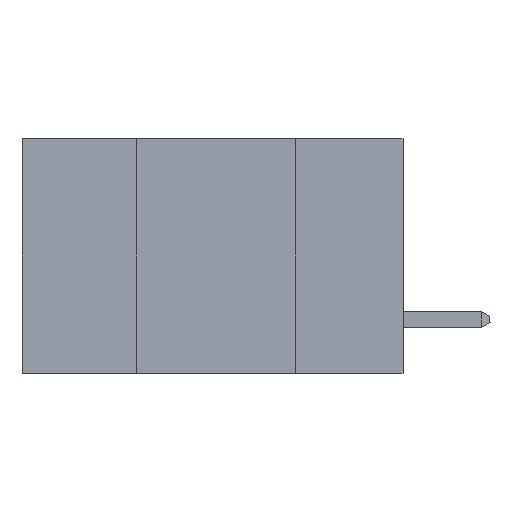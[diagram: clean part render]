
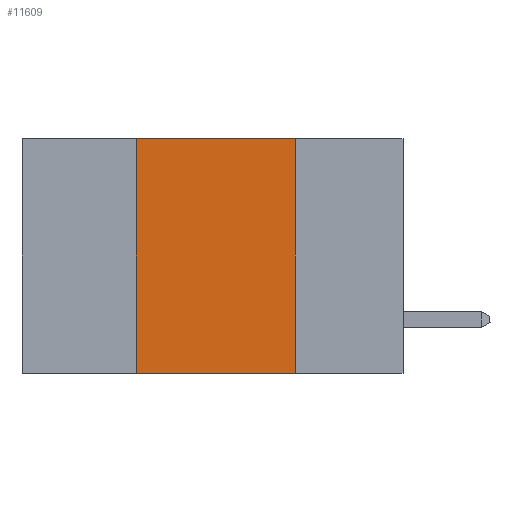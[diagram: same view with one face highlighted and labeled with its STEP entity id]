
A CAD part, left-side view. The second image highlights one B-rep face of the part: STEP entity #11609.
In plain terms, the highlighted planar face has unit normal (-1, 0, 0).
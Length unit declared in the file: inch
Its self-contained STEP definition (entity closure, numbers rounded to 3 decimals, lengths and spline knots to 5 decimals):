
#4 = ORIENTED_EDGE ( 'NONE', *, *, #1413, .F. ) ;
#1413 = EDGE_CURVE ( 'NONE', #32106, #29897, #29787, .T. ) ;
#1991 = CARTESIAN_POINT ( 'NONE',  ( 0., 0.42, 0. ) ) ;
#2018 = CARTESIAN_POINT ( 'NONE',  ( 0., 0.17, 0. ) ) ;
#2931 = EDGE_CURVE ( 'NONE', #3155, #29897, #31948, .T. ) ;
#3155 = VERTEX_POINT ( 'NONE', #22063 ) ;
#3195 = EDGE_LOOP ( 'NONE', ( #4, #8108, #18001, #21739 ) ) ;
#5965 = VECTOR ( 'NONE', #23108, 39.37008 ) ;
#6114 = EDGE_CURVE ( 'NONE', #21232, #32106, #14520, .T. ) ;
#7269 = VECTOR ( 'NONE', #29776, 39.37008 ) ;
#7385 = VECTOR ( 'NONE', #29299, 39.37008 ) ;
#8108 = ORIENTED_EDGE ( 'NONE', *, *, #6114, .F. ) ;
#8981 = CARTESIAN_POINT ( 'NONE',  ( 0., 0.42, 0. ) ) ;
#11171 = LINE ( 'NONE', #1991, #17261 ) ;
#11609 = ADVANCED_FACE ( 'NONE', ( #18873 ), #20666, .F. ) ;
#11791 = DIRECTION ( 'NONE',  ( 0., 0., -1. ) ) ;
#14520 = LINE ( 'NONE', #14551, #7385 ) ;
#14551 = CARTESIAN_POINT ( 'NONE',  ( 0., 0.6, 0. ) ) ;
#14693 = CARTESIAN_POINT ( 'NONE',  ( 0., 0.6, 0. ) ) ;
#14900 = CARTESIAN_POINT ( 'NONE',  ( 0., 0.17, 0. ) ) ;
#15137 = EDGE_CURVE ( 'NONE', #3155, #21232, #11171, .T. ) ;
#17261 = VECTOR ( 'NONE', #23077, 39.37008 ) ;
#18001 = ORIENTED_EDGE ( 'NONE', *, *, #15137, .F. ) ;
#18873 = FACE_OUTER_BOUND ( 'NONE', #3195, .T. ) ;
#20666 = PLANE ( 'NONE',  #33879 ) ;
#20901 = CARTESIAN_POINT ( 'NONE',  ( 0., 0.6, -0.37 ) ) ;
#21232 = VERTEX_POINT ( 'NONE', #8981 ) ;
#21739 = ORIENTED_EDGE ( 'NONE', *, *, #2931, .T. ) ;
#22063 = CARTESIAN_POINT ( 'NONE',  ( 0., 0.42, -0.37 ) ) ;
#23077 = DIRECTION ( 'NONE',  ( 0., 0., 1. ) ) ;
#23108 = DIRECTION ( 'NONE',  ( 0., 0., -1. ) ) ;
#29299 = DIRECTION ( 'NONE',  ( 0., -1., 0. ) ) ;
#29568 = DIRECTION ( 'NONE',  ( 1., 0., 0. ) ) ;
#29776 = DIRECTION ( 'NONE',  ( 0., -1., 0. ) ) ;
#29787 = LINE ( 'NONE', #2018, #5965 ) ;
#29897 = VERTEX_POINT ( 'NONE', #38013 ) ;
#31948 = LINE ( 'NONE', #20901, #7269 ) ;
#32106 = VERTEX_POINT ( 'NONE', #14900 ) ;
#33879 = AXIS2_PLACEMENT_3D ( 'NONE', #14693, #29568, #11791 ) ;
#38013 = CARTESIAN_POINT ( 'NONE',  ( 0., 0.17, -0.37 ) ) ;
